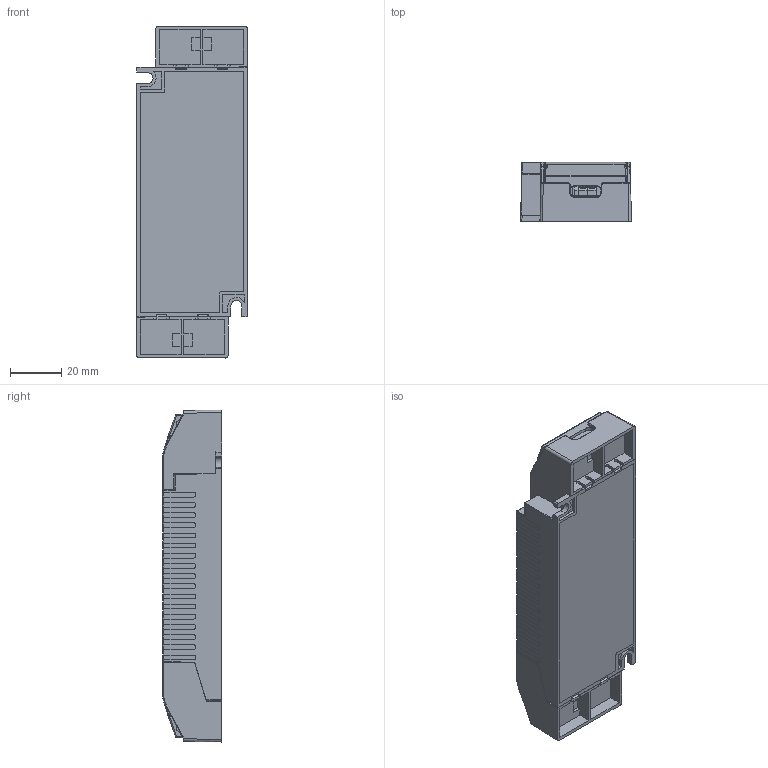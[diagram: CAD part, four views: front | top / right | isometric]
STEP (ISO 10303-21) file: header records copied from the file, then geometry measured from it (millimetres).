
FILE_DESCRIPTION(('Creo Elements/Direct Modeling STEP Export'),'2;1');
FILE_NAME('K107_Built-in_with screwless caps.stp','2023-11-08T11:30:14',(''),(''),'Creo Elements/Direct Modeling STEP processor for AP214 (Solid Model)','Creo Elements/Direct Modeling 20.6 25-Mar-2023 (C) Parametric Technology GmbH','');
FILE_SCHEMA(('AUTOMOTIVE_DESIGN { 1 0 10303 214 1 1 1 1 }'));
Length unit declared in the file: millimetre
Products named in the file (10): case top; PCB; case bottom; CAP_TOP.PRT; CAP_BOTTOM.PRT; CAP_SCREWLESS_OUTPUT.stp; CAP_SCREWLESS_INPUT.stp; K107_BUILT-IN_with screwless caps.stp
Assembly tree (9 placements, depth 3):
  K107_BUILT-IN_with screwless caps.stp
    CAP_SCREWLESS_INPUT.stp
      CAP_BOTTOM.PRT
      CAP_TOP.PRT
    CAP_SCREWLESS_OUTPUT.stp
      CAP_BOTTOM.PRT
      CAP_TOP.PRT
    case bottom
    PCB
    case top
Bounding box: 43 x 23.1 x 128.97 mm (x, y, z)
Volume: 34880.3 mm3; surface area: 56376 mm2
Topology: 7 solids, 8 shells, 5345 faces, 14819 edges, 9774 vertices
Faces by surface type: plane 4278, extrusion 504, cylinder 471, torus 50, bspline 36, sphere 6
Entity records: 186260 total; most frequent: CARTESIAN_POINT 38804, ORIENTED_EDGE 29618, DIRECTION 24527, EDGE_CURVE 14809, VECTOR 13087, LINE 12583, VERTEX_POINT 9774, AXIS2_PLACEMENT_3D 5720
